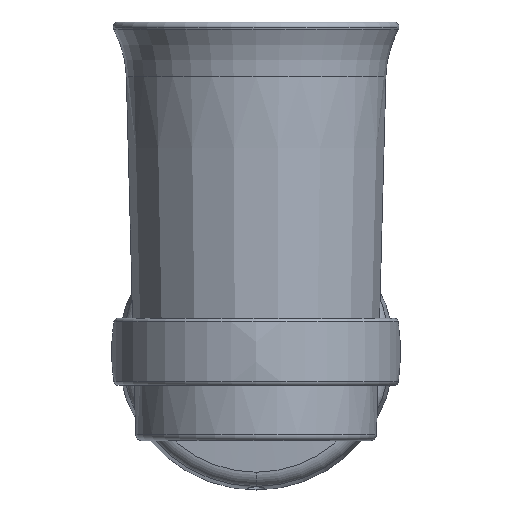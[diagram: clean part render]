
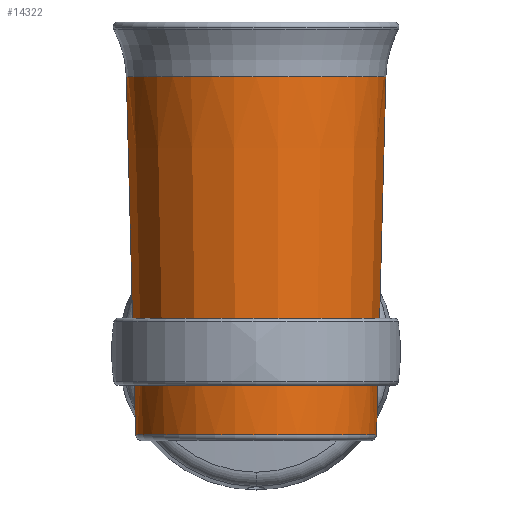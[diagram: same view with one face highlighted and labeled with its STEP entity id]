
A CAD part, front view. The second image highlights one B-rep face of the part: STEP entity #14322.
In plain terms, the highlighted conical face has half-angle 1.5 degrees and reference radius 29.885 mm.
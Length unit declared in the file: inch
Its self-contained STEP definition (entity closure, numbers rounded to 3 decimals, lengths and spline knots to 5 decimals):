
#14079=CARTESIAN_POINT('',(-0.29375,-2.34046,
-0.39165));
#14080=DIRECTION('',(0.,0.,1.));
#14081=DIRECTION('',(-1.,0.,0.));
#14082=AXIS2_PLACEMENT_3D('',#14079,#14080,#14081);
#14089=CARTESIAN_POINT('',(-0.29375,-2.34046,
2.97549));
#14090=DIRECTION('',(0.,0.,1.));
#14091=DIRECTION('',(-1.,0.,0.));
#14092=AXIS2_PLACEMENT_3D('',#14089,#14090,#14091);
#14094=DIRECTION('',(0.026,0.,1.));
#14095=VECTOR('',#14094,3.36829);
#14096=CARTESIAN_POINT('',(0.83875,-2.34046,
-0.39165));
#14097=LINE('',#14096,#14095);
#14103=DIRECTION('',(0.026,0.,-1.));
#14104=VECTOR('',#14103,3.36829);
#14105=CARTESIAN_POINT('',(-1.51443,-2.34046,
2.97549));
#14106=LINE('',#14105,#14104);
#14255=CARTESIAN_POINT('',(0.92693,-2.34046,
2.97549));
#14257=VERTEX_POINT('',#14255);
#14258=CARTESIAN_POINT('',(-1.51443,-2.34046,
2.97549));
#14259=VERTEX_POINT('',#14258);
#14260=CARTESIAN_POINT('',(0.83875,-2.34046,
-0.39165));
#14261=VERTEX_POINT('',#14260);
#14262=CARTESIAN_POINT('',(-1.42625,-2.34046,
-0.39165));
#14263=VERTEX_POINT('',#14262);
#14308=CARTESIAN_POINT('',(-0.29375,-2.34046,
1.29192));
#14309=DIRECTION('',(0.,0.,1.));
#14310=DIRECTION('',(1.,0.,0.));
#14311=AXIS2_PLACEMENT_3D('',#14308,#14309,#14310);
#14312=CONICAL_SURFACE('',#14311,1.17659,1.5);
#14314=ORIENTED_EDGE('',*,*,#14313,.F.);
#14315=ORIENTED_EDGE('',*,*,#14301,.F.);
#14317=ORIENTED_EDGE('',*,*,#14316,.F.);
#14319=ORIENTED_EDGE('',*,*,#14318,.T.);
#14320=EDGE_LOOP('',(#14314,#14315,#14317,#14319));
#14321=FACE_OUTER_BOUND('',#14320,.F.);
#14322=ADVANCED_FACE('',(#14321),#14312,.T.);
#14083=CIRCLE('',#14082,1.1325);
#14093=CIRCLE('',#14092,1.22068);
#14301=EDGE_CURVE('',#14263,#14261,#14083,.T.);
#14313=EDGE_CURVE('',#14261,#14257,#14097,.T.);
#14316=EDGE_CURVE('',#14259,#14263,#14106,.T.);
#14318=EDGE_CURVE('',#14259,#14257,#14093,.T.);
